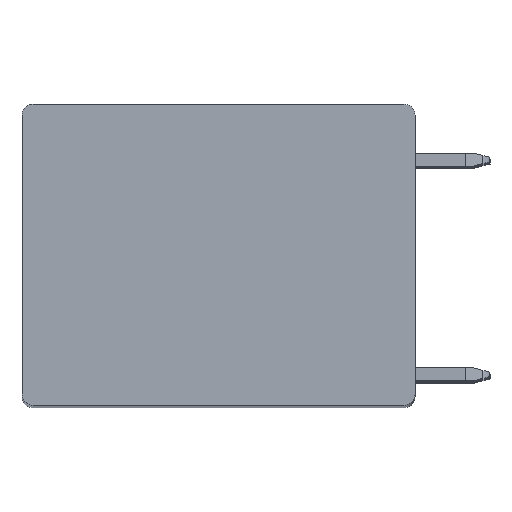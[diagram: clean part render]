
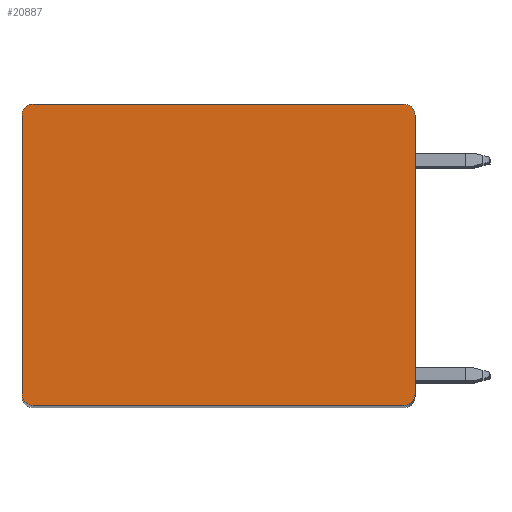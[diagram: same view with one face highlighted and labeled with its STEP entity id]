
A CAD part, top view. The second image highlights one B-rep face of the part: STEP entity #20887.
In plain terms, the highlighted planar face has unit normal (0, 0, 1).
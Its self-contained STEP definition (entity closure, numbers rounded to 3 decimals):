
#5473=CARTESIAN_POINT('',(-11.375,8.55,88.05));
#5474=DIRECTION('',(0.,0.,1.));
#5475=DIRECTION('',(0.,1.,0.));
#5476=AXIS2_PLACEMENT_3D('',#5473,#5474,#5475);
#5478=DIRECTION('',(-1.,0.,0.));
#5479=VECTOR('',#5478,22.75);
#5480=CARTESIAN_POINT('',(11.375,9.25,88.05));
#5481=LINE('',#5480,#5479);
#5482=CARTESIAN_POINT('',(11.375,8.55,88.05));
#5483=DIRECTION('',(0.,0.,1.));
#5484=DIRECTION('',(1.,0.,0.));
#5485=AXIS2_PLACEMENT_3D('',#5482,#5483,#5484);
#5487=DIRECTION('',(0.,1.,0.));
#5488=VECTOR('',#5487,17.1);
#5489=CARTESIAN_POINT('',(12.075,-8.55,88.05));
#5490=LINE('',#5489,#5488);
#5491=CARTESIAN_POINT('',(11.375,-8.55,88.05));
#5492=DIRECTION('',(0.,0.,1.));
#5493=DIRECTION('',(0.,-1.,0.));
#5494=AXIS2_PLACEMENT_3D('',#5491,#5492,#5493);
#5496=DIRECTION('',(1.,0.,0.));
#5497=VECTOR('',#5496,22.75);
#5498=CARTESIAN_POINT('',(-11.375,-9.25,88.05));
#5499=LINE('',#5498,#5497);
#5500=CARTESIAN_POINT('',(-11.375,-8.55,88.05));
#5501=DIRECTION('',(0.,0.,1.));
#5502=DIRECTION('',(-1.,0.,0.));
#5503=AXIS2_PLACEMENT_3D('',#5500,#5501,#5502);
#5505=DIRECTION('',(0.,-1.,0.));
#5506=VECTOR('',#5505,17.1);
#5507=CARTESIAN_POINT('',(-12.075,8.55,88.05));
#5508=LINE('',#5507,#5506);
#11097=CARTESIAN_POINT('',(-11.375,9.25,88.05));
#11098=CARTESIAN_POINT('',(-12.075,8.55,88.05));
#11099=VERTEX_POINT('',#11097);
#11100=VERTEX_POINT('',#11098);
#11105=CARTESIAN_POINT('',(12.075,8.55,88.05));
#11106=VERTEX_POINT('',#11105);
#11107=CARTESIAN_POINT('',(11.375,9.25,88.05));
#11108=VERTEX_POINT('',#11107);
#11113=CARTESIAN_POINT('',(11.375,-9.25,88.05));
#11114=VERTEX_POINT('',#11113);
#11115=CARTESIAN_POINT('',(12.075,-8.55,88.05));
#11116=VERTEX_POINT('',#11115);
#11121=CARTESIAN_POINT('',(-12.075,-8.55,88.05));
#11122=VERTEX_POINT('',#11121);
#11123=CARTESIAN_POINT('',(-11.375,-9.25,88.05));
#11124=VERTEX_POINT('',#11123);
#20872=CARTESIAN_POINT('',(0.,0.,88.05));
#20873=DIRECTION('',(0.,0.,1.));
#20874=DIRECTION('',(1.,0.,0.));
#20875=AXIS2_PLACEMENT_3D('',#20872,#20873,#20874);
#20876=PLANE('',#20875);
#20877=ORIENTED_EDGE('',*,*,#13814,.F.);
#20878=ORIENTED_EDGE('',*,*,#14536,.F.);
#20879=ORIENTED_EDGE('',*,*,#16957,.F.);
#20880=ORIENTED_EDGE('',*,*,#16972,.F.);
#20881=ORIENTED_EDGE('',*,*,#20489,.F.);
#20882=ORIENTED_EDGE('',*,*,#20504,.F.);
#20883=ORIENTED_EDGE('',*,*,#20517,.F.);
#20884=ORIENTED_EDGE('',*,*,#20529,.F.);
#20885=EDGE_LOOP('',(#20877,#20878,#20879,#20880,#20881,#20882,#20883,#20884));
#20886=FACE_OUTER_BOUND('',#20885,.F.);
#5477=CIRCLE('',#5476,0.7);
#5486=CIRCLE('',#5485,0.7);
#5495=CIRCLE('',#5494,0.7);
#5504=CIRCLE('',#5503,0.7);
#13814=EDGE_CURVE('',#11099,#11100,#5477,.T.);
#14536=EDGE_CURVE('',#11108,#11099,#5481,.T.);
#16957=EDGE_CURVE('',#11106,#11108,#5486,.T.);
#16972=EDGE_CURVE('',#11116,#11106,#5490,.T.);
#20489=EDGE_CURVE('',#11114,#11116,#5495,.T.);
#20504=EDGE_CURVE('',#11124,#11114,#5499,.T.);
#20517=EDGE_CURVE('',#11122,#11124,#5504,.T.);
#20529=EDGE_CURVE('',#11100,#11122,#5508,.T.);
#20887=ADVANCED_FACE('',(#20886),#20876,.T.);
